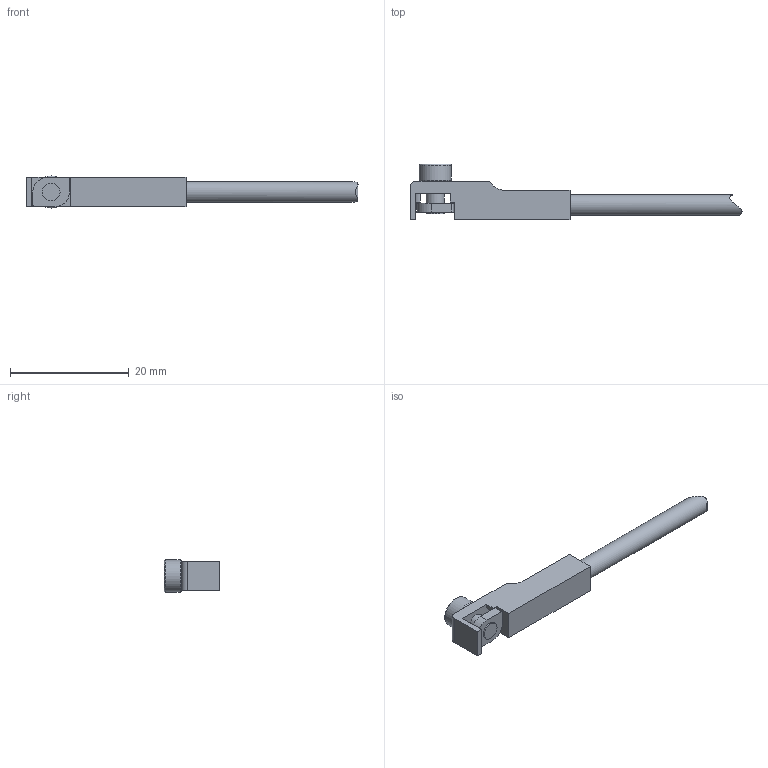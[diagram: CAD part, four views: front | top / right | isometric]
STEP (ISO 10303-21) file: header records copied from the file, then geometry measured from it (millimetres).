
FILE_DESCRIPTION(/* description */ (''),/* implementation_level */ '2;1');
FILE_NAME(/* name */ 'MZ0701J2.stp',/* time_stamp */ '2016-03-16T12:22:37+01:00',/* author */ ('wattenberg'),/* organization */ (''),/* preprocessor_version */ 'ST-DEVELOPER v15.2',/* originating_system */ 'Autodesk Inventor 2014',/* authorisation */ '');
FILE_SCHEMA (('AUTOMOTIVE_DESIGN { 1 0 10303 214 3 1 1 }'));
Length unit declared in the file: millimetre
Products named in the file (1): MZ070122
Bounding box: 56.02 x 9.4 x 5.4 mm (x, y, z)
Volume: 1095.2 mm3; surface area: 1262.4 mm2
Topology: 2 solids, 2 shells, 58 faces, 135 edges, 89 vertices
Faces by surface type: plane 36, cylinder 19, torus 2, bspline 1
Full cylindrical faces by diameter (mm): 3 x2, 3.2 x2, 3.5 x2, 5.4 x1
Entity records: 1703 total; most frequent: CARTESIAN_POINT 394, DIRECTION 267, ORIENTED_EDGE 242, EDGE_CURVE 121, AXIS2_PLACEMENT_3D 94, VERTEX_POINT 84, LINE 79, VECTOR 79
